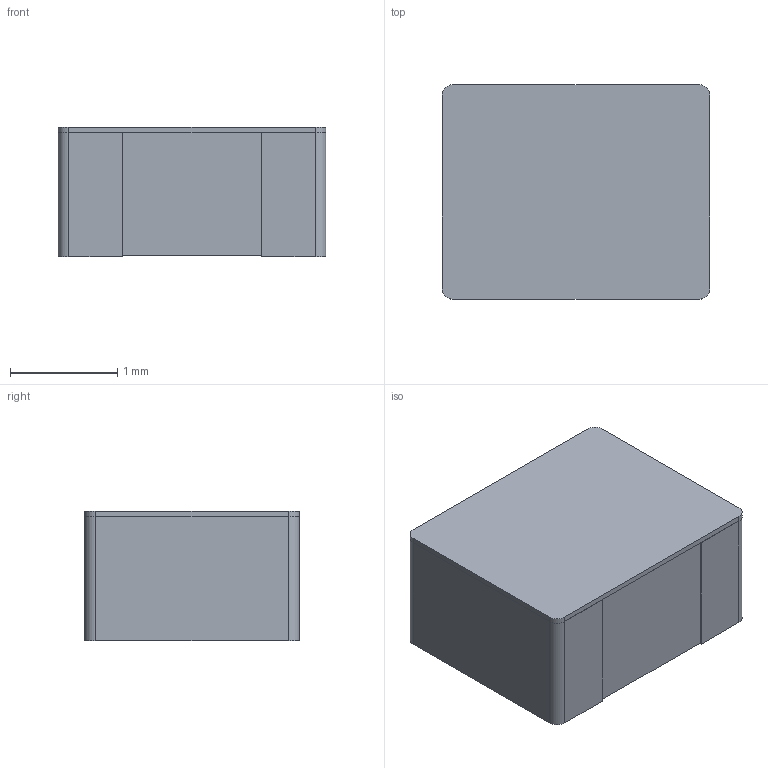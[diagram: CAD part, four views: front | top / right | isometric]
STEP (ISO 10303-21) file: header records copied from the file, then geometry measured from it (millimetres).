
FILE_DESCRIPTION(('FreeCAD Model'),'2;1');
FILE_NAME('Open CASCADE Shape Model','2025-11-09T00:48:26',(''),(''), 'Open CASCADE STEP processor 7.9','FreeCAD','Unknown');
FILE_SCHEMA(('AUTOMOTIVE_DESIGN { 1 0 10303 214 1 1 1 1 }'));
Length unit declared in the file: millimetre
Products named in the file (3): IND-SMD_L2.5-W2.0_MHCHL2520~IND-SMD_L2.5-W2.0_MHCHL2520~6FDJ002; IND-SMD_L2.5-W2.0_MHCHL2520~IND-SMD_L2.5-W2.0_MHCHL2520~6FDJ; IND-SMD_L2.5-W2.0_MHCHL2520~IND-SMD_L2.5-W2.0_MHCHL2520~6FDJ001
Assembly tree (2 placements, depth 2):
  IND-SMD_L2.5-W2.0_MHCHL2520~IND-SMD_L2.5-W2.0_MHCHL2520~6FDJ002
    IND-SMD_L2.5-W2.0_MHCHL2520~IND-SMD_L2.5-W2.0_MHCHL2520~6FDJ
    IND-SMD_L2.5-W2.0_MHCHL2520~IND-SMD_L2.5-W2.0_MHCHL2520~6FDJ001
Bounding box: 2.5 x 2 x 1.21 mm (x, y, z)
Volume: 6 mm3; surface area: 30.7 mm2
Topology: 2 solids, 2 shells, 86 faces, 225 edges, 150 vertices
Faces by surface type: plane 64, bspline 14, cylinder 8
Entity records: 3422 total; most frequent: CARTESIAN_POINT 906, ORIENTED_EDGE 450, DIRECTION 320, EDGE_CURVE 225, VERTEX_POINT 150, LINE 138, VECTOR 138, FACE_BOUND 93
